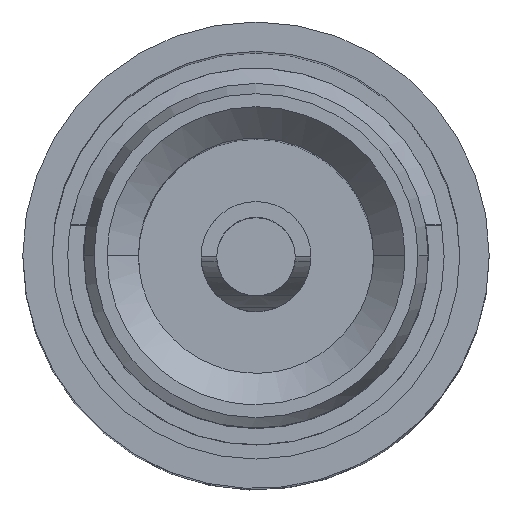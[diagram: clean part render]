
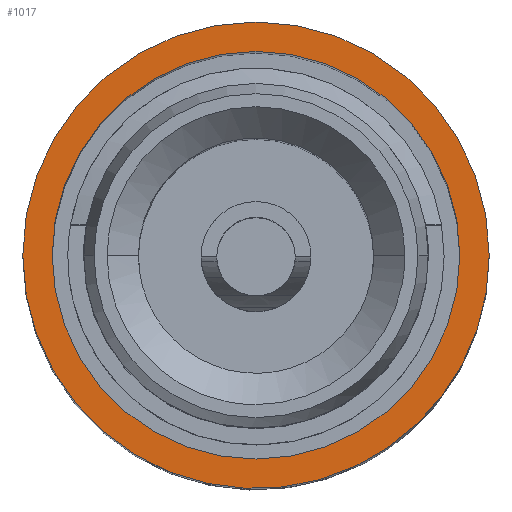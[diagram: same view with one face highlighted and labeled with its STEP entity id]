
A CAD part, top view. The second image highlights one B-rep face of the part: STEP entity #1017.
In plain terms, the highlighted planar face has unit normal (0, 0, 1).
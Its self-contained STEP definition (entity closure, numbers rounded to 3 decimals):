
#963=AXIS2_PLACEMENT_3D('Plane Axis2P3D',#960,#961,#962) ;
#967=AXIS2_PLACEMENT_3D('Circle Axis2P3D',#965,#966,$) ;
#976=AXIS2_PLACEMENT_3D('Circle Axis2P3D',#974,#975,$) ;
#983=AXIS2_PLACEMENT_3D('Circle Axis2P3D',#981,#982,$) ;
#993=AXIS2_PLACEMENT_3D('Circle Axis2P3D',#991,#992,$) ;
#1002=AXIS2_PLACEMENT_3D('Circle Axis2P3D',#1000,#1001,$) ;
#1009=AXIS2_PLACEMENT_3D('Circle Axis2P3D',#1007,#1008,$) ;
#960=CARTESIAN_POINT('Axis2P3D Location',(2.975,0.188,25.11)) ;
#965=CARTESIAN_POINT('Axis2P3D Location',(2.975,2.975,25.11)) ;
#969=CARTESIAN_POINT('Vertex',(0.,2.975,25.11)) ;
#971=CARTESIAN_POINT('Vertex',(1.895,0.203,25.11)) ;
#974=CARTESIAN_POINT('Axis2P3D Location',(2.975,2.975,25.11)) ;
#978=CARTESIAN_POINT('Vertex',(5.95,2.975,25.11)) ;
#981=CARTESIAN_POINT('Axis2P3D Location',(2.975,2.975,25.11)) ;
#991=CARTESIAN_POINT('Axis2P3D Location',(2.975,2.975,25.11)) ;
#995=CARTESIAN_POINT('Vertex',(0.375,2.975,25.11)) ;
#997=CARTESIAN_POINT('Vertex',(2.975,0.375,25.11)) ;
#1000=CARTESIAN_POINT('Axis2P3D Location',(2.975,2.975,25.11)) ;
#1004=CARTESIAN_POINT('Vertex',(5.575,2.975,25.11)) ;
#1007=CARTESIAN_POINT('Axis2P3D Location',(2.975,2.975,25.11)) ;
#961=DIRECTION('Axis2P3D Direction',(0.,0.,1.)) ;
#962=DIRECTION('Axis2P3D XDirection',(1.,0.,0.)) ;
#966=DIRECTION('Axis2P3D Direction',(0.,0.,1.)) ;
#975=DIRECTION('Axis2P3D Direction',(0.,0.,1.)) ;
#982=DIRECTION('Axis2P3D Direction',(0.,0.,1.)) ;
#992=DIRECTION('Axis2P3D Direction',(0.,0.,1.)) ;
#1001=DIRECTION('Axis2P3D Direction',(0.,0.,1.)) ;
#1008=DIRECTION('Axis2P3D Direction',(0.,0.,1.)) ;
#987=ORIENTED_EDGE('',*,*,#973,.T.) ;
#988=ORIENTED_EDGE('',*,*,#980,.T.) ;
#989=ORIENTED_EDGE('',*,*,#985,.T.) ;
#1013=ORIENTED_EDGE('',*,*,#999,.F.) ;
#1014=ORIENTED_EDGE('',*,*,#1006,.F.) ;
#1015=ORIENTED_EDGE('',*,*,#1011,.F.) ;
#1016=FACE_BOUND('',#1012,.T.) ;
#1017=ADVANCED_FACE('Hauptkoerper',(#990,#1016),#964,.T.) ;
#968=CIRCLE('generated circle',#967,2.975) ;
#977=CIRCLE('generated circle',#976,2.975) ;
#984=CIRCLE('generated circle',#983,2.975) ;
#994=CIRCLE('generated circle',#993,2.6) ;
#1003=CIRCLE('generated circle',#1002,2.6) ;
#1010=CIRCLE('generated circle',#1009,2.6) ;
#973=EDGE_CURVE('',#970,#972,#968,.T.) ;
#980=EDGE_CURVE('',#972,#979,#977,.T.) ;
#985=EDGE_CURVE('',#979,#970,#984,.T.) ;
#999=EDGE_CURVE('',#996,#998,#994,.T.) ;
#1006=EDGE_CURVE('',#1005,#996,#1003,.T.) ;
#1011=EDGE_CURVE('',#998,#1005,#1010,.T.) ;
#986=EDGE_LOOP('',(#987,#988,#989)) ;
#1012=EDGE_LOOP('',(#1013,#1014,#1015)) ;
#990=FACE_OUTER_BOUND('',#986,.T.) ;
#964=PLANE('',#963) ;
#970=VERTEX_POINT('',#969) ;
#972=VERTEX_POINT('',#971) ;
#979=VERTEX_POINT('',#978) ;
#996=VERTEX_POINT('',#995) ;
#998=VERTEX_POINT('',#997) ;
#1005=VERTEX_POINT('',#1004) ;
